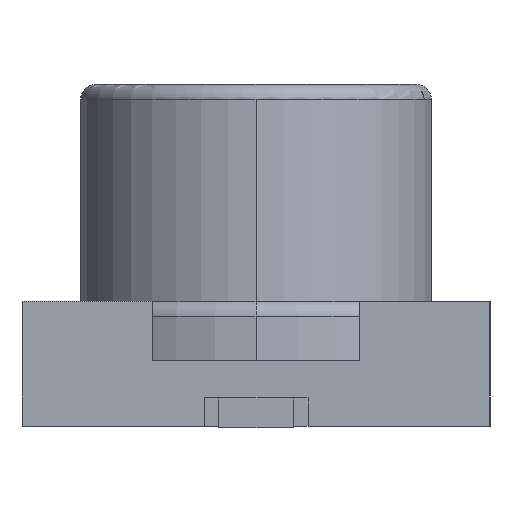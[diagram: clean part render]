
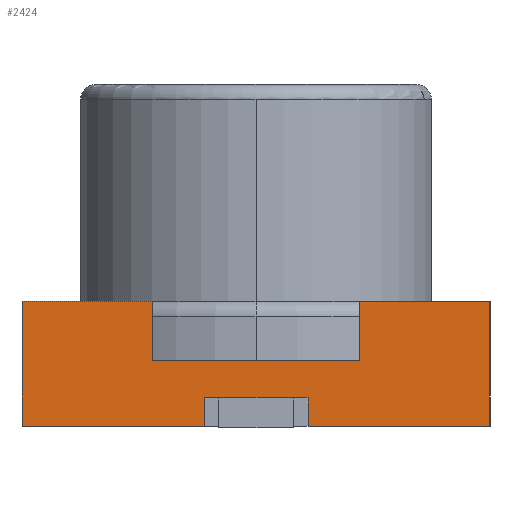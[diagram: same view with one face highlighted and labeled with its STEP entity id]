
A CAD part, left-side view. The second image highlights one B-rep face of the part: STEP entity #2424.
In plain terms, the highlighted planar face has unit normal (-1, 0, 0).
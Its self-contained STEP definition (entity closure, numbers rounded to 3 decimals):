
#109 = DIRECTION ( 'NONE',  ( 0., 0., -1. ) ) ;
#169 = CARTESIAN_POINT ( 'NONE',  ( -3.5, 0.7, 0.84 ) ) ;
#892 = VECTOR ( 'NONE', #1852, 1000. ) ;
#958 = VERTEX_POINT ( 'NONE', #7840 ) ;
#1111 = LINE ( 'NONE', #16447, #15607 ) ;
#1122 = LINE ( 'NONE', #6630, #13491 ) ;
#1498 = CARTESIAN_POINT ( 'NONE',  ( -3.5, 0.35, 0. ) ) ;
#1505 = LINE ( 'NONE', #3943, #5996 ) ;
#1669 = ORIENTED_EDGE ( 'NONE', *, *, #8069, .F. ) ;
#1796 = DIRECTION ( 'NONE',  ( 1., 0., 0. ) ) ;
#1852 = DIRECTION ( 'NONE',  ( 0., 0., -1. ) ) ;
#1875 = VERTEX_POINT ( 'NONE', #11584 ) ;
#1977 = CARTESIAN_POINT ( 'NONE',  ( -3.5, -1.575, 0.84 ) ) ;
#2050 = CARTESIAN_POINT ( 'NONE',  ( -3.5, 1.575, 0. ) ) ;
#2424 = ADVANCED_FACE ( 'NONE', ( #3054 ), #5589, .F. ) ;
#2743 = CARTESIAN_POINT ( 'NONE',  ( -3.5, -0.35, 0.19 ) ) ;
#2815 = EDGE_CURVE ( 'NONE', #4571, #11104, #14055, .T. ) ;
#2846 = VECTOR ( 'NONE', #5543, 1000. ) ;
#3054 = FACE_OUTER_BOUND ( 'NONE', #13469, .T. ) ;
#3638 = EDGE_CURVE ( 'NONE', #958, #1875, #9704, .T. ) ;
#3663 = LINE ( 'NONE', #7725, #9203 ) ;
#3943 = CARTESIAN_POINT ( 'NONE',  ( -3.5, 0.7, 0.44 ) ) ;
#4202 = LINE ( 'NONE', #5199, #12209 ) ;
#4571 = VERTEX_POINT ( 'NONE', #2050 ) ;
#4725 = EDGE_CURVE ( 'NONE', #6813, #12071, #7373, .T. ) ;
#4739 = CARTESIAN_POINT ( 'NONE',  ( -3.5, 1.575, 0.84 ) ) ;
#5199 = CARTESIAN_POINT ( 'NONE',  ( -3.5, 1.575, 0.84 ) ) ;
#5315 = LINE ( 'NONE', #10728, #8267 ) ;
#5465 = LINE ( 'NONE', #11345, #9233 ) ;
#5473 = DIRECTION ( 'NONE',  ( 0., -1., 0. ) ) ;
#5543 = DIRECTION ( 'NONE',  ( 0., 1., 0. ) ) ;
#5577 = DIRECTION ( 'NONE',  ( 0., 1., 0. ) ) ;
#5589 = PLANE ( 'NONE',  #6306 ) ;
#5814 = CARTESIAN_POINT ( 'NONE',  ( -3.5, -0.35, 0.19 ) ) ;
#5834 = CARTESIAN_POINT ( 'NONE',  ( -3.5, 1.575, 0.84 ) ) ;
#5899 = VERTEX_POINT ( 'NONE', #8775 ) ;
#5946 = DIRECTION ( 'NONE',  ( 0., -1., 0. ) ) ;
#5996 = VECTOR ( 'NONE', #5473, 1000. ) ;
#6094 = ORIENTED_EDGE ( 'NONE', *, *, #12077, .F. ) ;
#6274 = EDGE_CURVE ( 'NONE', #15260, #8328, #11288, .T. ) ;
#6306 = AXIS2_PLACEMENT_3D ( 'NONE', #14221, #1796, #15603 ) ;
#6340 = ORIENTED_EDGE ( 'NONE', *, *, #3638, .F. ) ;
#6630 = CARTESIAN_POINT ( 'NONE',  ( -3.5, 1.575, 0.84 ) ) ;
#6749 = ORIENTED_EDGE ( 'NONE', *, *, #2815, .T. ) ;
#6813 = VERTEX_POINT ( 'NONE', #15716 ) ;
#7373 = LINE ( 'NONE', #169, #892 ) ;
#7547 = ORIENTED_EDGE ( 'NONE', *, *, #8376, .T. ) ;
#7725 = CARTESIAN_POINT ( 'NONE',  ( -3.5, 1.575, 0. ) ) ;
#7840 = CARTESIAN_POINT ( 'NONE',  ( -3.5, 0.25, 0.19 ) ) ;
#7975 = CARTESIAN_POINT ( 'NONE',  ( -3.5, -0.35, 0. ) ) ;
#8069 = EDGE_CURVE ( 'NONE', #14841, #5899, #5315, .T. ) ;
#8267 = VECTOR ( 'NONE', #109, 1000. ) ;
#8328 = VERTEX_POINT ( 'NONE', #16214 ) ;
#8329 = CARTESIAN_POINT ( 'NONE',  ( -3.5, -0.35, 0.19 ) ) ;
#8376 = EDGE_CURVE ( 'NONE', #11265, #11992, #15216, .T. ) ;
#8459 = CARTESIAN_POINT ( 'NONE',  ( -3.5, -0.25, 0.19 ) ) ;
#8604 = DIRECTION ( 'NONE',  ( 0., 1., 0. ) ) ;
#8617 = VECTOR ( 'NONE', #5946, 1000. ) ;
#8775 = CARTESIAN_POINT ( 'NONE',  ( -3.5, -1.575, 0. ) ) ;
#8981 = CARTESIAN_POINT ( 'NONE',  ( -3.5, -0.7, 0.84 ) ) ;
#9203 = VECTOR ( 'NONE', #12036, 1000. ) ;
#9233 = VECTOR ( 'NONE', #8604, 1000. ) ;
#9339 = EDGE_CURVE ( 'NONE', #12071, #8328, #1505, .T. ) ;
#9568 = DIRECTION ( 'NONE',  ( 0., 0., -1. ) ) ;
#9704 = LINE ( 'NONE', #15407, #13528 ) ;
#10226 = EDGE_CURVE ( 'NONE', #11992, #5899, #3663, .T. ) ;
#10477 = EDGE_CURVE ( 'NONE', #17738, #4571, #13189, .T. ) ;
#10728 = CARTESIAN_POINT ( 'NONE',  ( -3.5, -1.575, 0.84 ) ) ;
#10878 = VECTOR ( 'NONE', #13916, 1000. ) ;
#11077 = EDGE_CURVE ( 'NONE', #11265, #15131, #5465, .T. ) ;
#11104 = VERTEX_POINT ( 'NONE', #1498 ) ;
#11229 = CARTESIAN_POINT ( 'NONE',  ( -3.5, 0.7, 0.44 ) ) ;
#11265 = VERTEX_POINT ( 'NONE', #2743 ) ;
#11288 = LINE ( 'NONE', #14138, #15709 ) ;
#11345 = CARTESIAN_POINT ( 'NONE',  ( -3.5, -0.35, 0.19 ) ) ;
#11360 = ORIENTED_EDGE ( 'NONE', *, *, #4725, .F. ) ;
#11584 = CARTESIAN_POINT ( 'NONE',  ( -3.5, 0.35, 0.19 ) ) ;
#11992 = VERTEX_POINT ( 'NONE', #7975 ) ;
#12022 = EDGE_CURVE ( 'NONE', #17738, #6813, #1122, .T. ) ;
#12036 = DIRECTION ( 'NONE',  ( 0., -1., 0. ) ) ;
#12071 = VERTEX_POINT ( 'NONE', #11229 ) ;
#12077 = EDGE_CURVE ( 'NONE', #15131, #958, #13799, .T. ) ;
#12209 = VECTOR ( 'NONE', #17642, 1000. ) ;
#13189 = LINE ( 'NONE', #4739, #13248 ) ;
#13248 = VECTOR ( 'NONE', #17425, 1000. ) ;
#13469 = EDGE_LOOP ( 'NONE', ( #14564, #7547, #15713, #1669, #13879, #17382, #15887, #11360, #17230, #15653, #6749, #16957, #6340, #6094 ) ) ;
#13491 = VECTOR ( 'NONE', #17626, 1000. ) ;
#13528 = VECTOR ( 'NONE', #5577, 1000. ) ;
#13770 = DIRECTION ( 'NONE',  ( 0., 0., -1. ) ) ;
#13799 = LINE ( 'NONE', #8329, #2846 ) ;
#13879 = ORIENTED_EDGE ( 'NONE', *, *, #16955, .F. ) ;
#13916 = DIRECTION ( 'NONE',  ( 0., 0., -1. ) ) ;
#14055 = LINE ( 'NONE', #15534, #8617 ) ;
#14138 = CARTESIAN_POINT ( 'NONE',  ( -3.5, -0.7, 0.84 ) ) ;
#14221 = CARTESIAN_POINT ( 'NONE',  ( -3.5, 1.575, 0.84 ) ) ;
#14410 = EDGE_CURVE ( 'NONE', #1875, #11104, #1111, .T. ) ;
#14564 = ORIENTED_EDGE ( 'NONE', *, *, #11077, .F. ) ;
#14841 = VERTEX_POINT ( 'NONE', #1977 ) ;
#15131 = VERTEX_POINT ( 'NONE', #8459 ) ;
#15216 = LINE ( 'NONE', #5814, #10878 ) ;
#15260 = VERTEX_POINT ( 'NONE', #8981 ) ;
#15407 = CARTESIAN_POINT ( 'NONE',  ( -3.5, -0.35, 0.19 ) ) ;
#15534 = CARTESIAN_POINT ( 'NONE',  ( -3.5, 1.575, 0. ) ) ;
#15603 = DIRECTION ( 'NONE',  ( 0., 0., -1. ) ) ;
#15607 = VECTOR ( 'NONE', #9568, 1000. ) ;
#15653 = ORIENTED_EDGE ( 'NONE', *, *, #10477, .T. ) ;
#15709 = VECTOR ( 'NONE', #13770, 1000. ) ;
#15713 = ORIENTED_EDGE ( 'NONE', *, *, #10226, .T. ) ;
#15716 = CARTESIAN_POINT ( 'NONE',  ( -3.5, 0.7, 0.84 ) ) ;
#15887 = ORIENTED_EDGE ( 'NONE', *, *, #9339, .F. ) ;
#16214 = CARTESIAN_POINT ( 'NONE',  ( -3.5, -0.7, 0.44 ) ) ;
#16447 = CARTESIAN_POINT ( 'NONE',  ( -3.5, 0.35, 0.19 ) ) ;
#16955 = EDGE_CURVE ( 'NONE', #15260, #14841, #4202, .T. ) ;
#16957 = ORIENTED_EDGE ( 'NONE', *, *, #14410, .F. ) ;
#17230 = ORIENTED_EDGE ( 'NONE', *, *, #12022, .F. ) ;
#17382 = ORIENTED_EDGE ( 'NONE', *, *, #6274, .T. ) ;
#17425 = DIRECTION ( 'NONE',  ( 0., 0., -1. ) ) ;
#17626 = DIRECTION ( 'NONE',  ( 0., -1., 0. ) ) ;
#17642 = DIRECTION ( 'NONE',  ( 0., -1., 0. ) ) ;
#17738 = VERTEX_POINT ( 'NONE', #5834 ) ;
